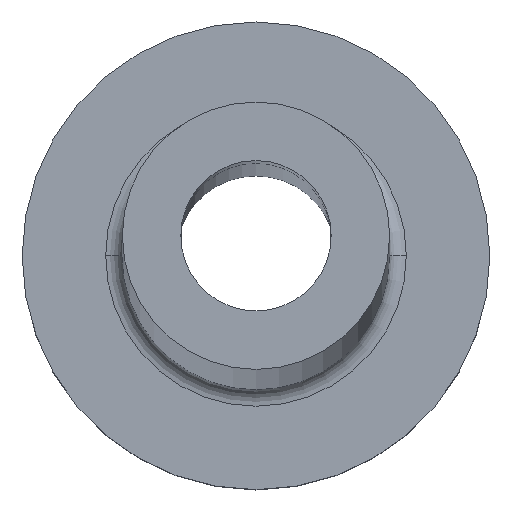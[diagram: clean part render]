
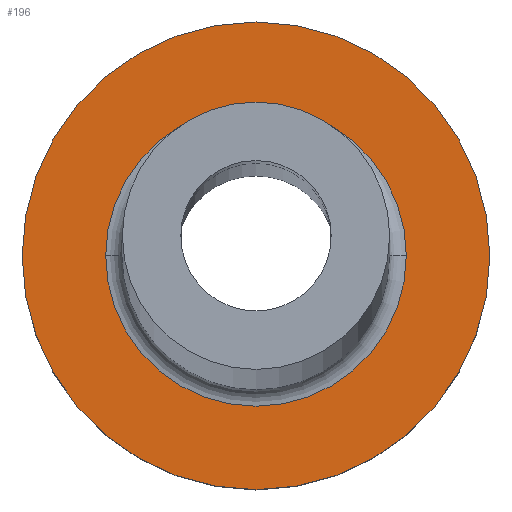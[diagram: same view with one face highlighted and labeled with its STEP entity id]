
A CAD part, top view. The second image highlights one B-rep face of the part: STEP entity #196.
In plain terms, the highlighted planar face has unit normal (0, 0, 1).
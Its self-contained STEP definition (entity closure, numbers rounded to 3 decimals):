
#15 = AXIS2_PLACEMENT_3D ( 'NONE', #229, #454, #223 ) ;
#25 = CARTESIAN_POINT ( 'NONE',  ( 0., 0., 5. ) ) ;
#31 = AXIS2_PLACEMENT_3D ( 'NONE', #257, #328, #402 ) ;
#56 = DIRECTION ( 'NONE',  ( 0., 0., 1. ) ) ;
#64 = ORIENTED_EDGE ( 'NONE', *, *, #335, .T. ) ;
#71 = AXIS2_PLACEMENT_3D ( 'NONE', #25, #342, #235 ) ;
#77 = CARTESIAN_POINT ( 'NONE',  ( 0., 0., 5. ) ) ;
#96 = CARTESIAN_POINT ( 'NONE',  ( 4.5, 0., 5. ) ) ;
#105 = FACE_OUTER_BOUND ( 'NONE', #254, .T. ) ;
#106 = CIRCLE ( 'NONE', #31, 7. ) ;
#114 = FACE_BOUND ( 'NONE', #441, .T. ) ;
#141 = AXIS2_PLACEMENT_3D ( 'NONE', #77, #446, #182 ) ;
#168 = DIRECTION ( 'NONE',  ( 1., 0., 0. ) ) ;
#182 = DIRECTION ( 'NONE',  ( 1., 0., 0. ) ) ;
#196 = ADVANCED_FACE ( 'NONE', ( #114, #105 ), #392, .T. ) ;
#219 = CIRCLE ( 'NONE', #15, 4.5 ) ;
#223 = DIRECTION ( 'NONE',  ( 1., 0., 0. ) ) ;
#229 = CARTESIAN_POINT ( 'NONE',  ( 0., 0., 5. ) ) ;
#235 = DIRECTION ( 'NONE',  ( 1., 0., 0. ) ) ;
#237 = EDGE_CURVE ( 'NONE', #337, #395, #106, .T. ) ;
#249 = ORIENTED_EDGE ( 'NONE', *, *, #237, .T. ) ;
#251 = CIRCLE ( 'NONE', #71, 4.5 ) ;
#254 = EDGE_LOOP ( 'NONE', ( #249, #350 ) ) ;
#257 = CARTESIAN_POINT ( 'NONE',  ( 0., 0., 5. ) ) ;
#259 = CIRCLE ( 'NONE', #430, 7. ) ;
#307 = CARTESIAN_POINT ( 'NONE',  ( -4.5, 0., 5. ) ) ;
#328 = DIRECTION ( 'NONE',  ( 0., 0., 1. ) ) ;
#333 = VERTEX_POINT ( 'NONE', #307 ) ;
#335 = EDGE_CURVE ( 'NONE', #376, #333, #219, .T. ) ;
#337 = VERTEX_POINT ( 'NONE', #378 ) ;
#342 = DIRECTION ( 'NONE',  ( 0., 0., -1. ) ) ;
#350 = ORIENTED_EDGE ( 'NONE', *, *, #397, .T. ) ;
#371 = ORIENTED_EDGE ( 'NONE', *, *, #451, .T. ) ;
#376 = VERTEX_POINT ( 'NONE', #96 ) ;
#378 = CARTESIAN_POINT ( 'NONE',  ( -7., 0., 5. ) ) ;
#383 = CARTESIAN_POINT ( 'NONE',  ( 0., 0., 5. ) ) ;
#392 = PLANE ( 'NONE',  #141 ) ;
#395 = VERTEX_POINT ( 'NONE', #452 ) ;
#397 = EDGE_CURVE ( 'NONE', #395, #337, #259, .T. ) ;
#402 = DIRECTION ( 'NONE',  ( 1., 0., 0. ) ) ;
#430 = AXIS2_PLACEMENT_3D ( 'NONE', #383, #56, #168 ) ;
#441 = EDGE_LOOP ( 'NONE', ( #64, #371 ) ) ;
#446 = DIRECTION ( 'NONE',  ( 0., 0., 1. ) ) ;
#451 = EDGE_CURVE ( 'NONE', #333, #376, #251, .T. ) ;
#452 = CARTESIAN_POINT ( 'NONE',  ( 7., 0., 5. ) ) ;
#454 = DIRECTION ( 'NONE',  ( 0., 0., -1. ) ) ;
